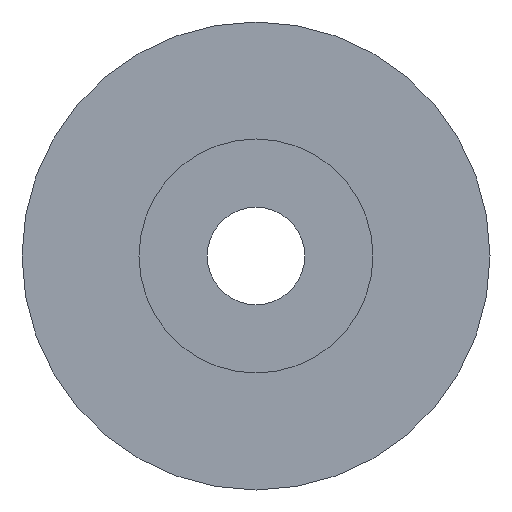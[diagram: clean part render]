
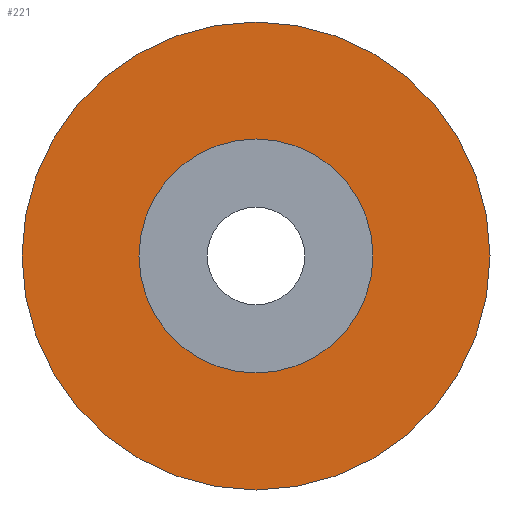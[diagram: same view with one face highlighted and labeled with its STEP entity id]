
A CAD part, front view. The second image highlights one B-rep face of the part: STEP entity #221.
In plain terms, the highlighted planar face has unit normal (0, -1, 0).
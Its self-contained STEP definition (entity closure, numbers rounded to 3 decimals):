
#16 = EDGE_CURVE ( 'NONE', #152, #33, #178, .T. ) ;
#17 = CIRCLE ( 'NONE', #121, 6. ) ;
#29 = ORIENTED_EDGE ( 'NONE', *, *, #209, .F. ) ;
#33 = VERTEX_POINT ( 'NONE', #107 ) ;
#43 = VERTEX_POINT ( 'NONE', #219 ) ;
#50 = ORIENTED_EDGE ( 'NONE', *, *, #16, .F. ) ;
#53 = DIRECTION ( 'NONE',  ( 0., 1., 0. ) ) ;
#55 = DIRECTION ( 'NONE',  ( 0., 1., 0. ) ) ;
#58 = EDGE_CURVE ( 'NONE', #157, #43, #17, .T. ) ;
#74 = ORIENTED_EDGE ( 'NONE', *, *, #58, .T. ) ;
#90 = DIRECTION ( 'NONE',  ( 0., 1., 0. ) ) ;
#93 = FACE_OUTER_BOUND ( 'NONE', #210, .T. ) ;
#94 = DIRECTION ( 'NONE',  ( 0., 0., 1. ) ) ;
#104 = DIRECTION ( 'NONE',  ( 0., 0., 1. ) ) ;
#107 = CARTESIAN_POINT ( 'NONE',  ( 0., -5., 12. ) ) ;
#110 = DIRECTION ( 'NONE',  ( 0., 0., 1. ) ) ;
#121 = AXIS2_PLACEMENT_3D ( 'NONE', #242, #90, #94 ) ;
#123 = CARTESIAN_POINT ( 'NONE',  ( 0., -5., 0. ) ) ;
#126 = CARTESIAN_POINT ( 'NONE',  ( 0., -5., -12. ) ) ;
#131 = DIRECTION ( 'NONE',  ( 0., 0., 1. ) ) ;
#132 = CIRCLE ( 'NONE', #255, 6. ) ;
#145 = EDGE_LOOP ( 'NONE', ( #74, #329 ) ) ;
#146 = CARTESIAN_POINT ( 'NONE',  ( 0., -5., 6. ) ) ;
#152 = VERTEX_POINT ( 'NONE', #126 ) ;
#157 = VERTEX_POINT ( 'NONE', #146 ) ;
#172 = DIRECTION ( 'NONE',  ( 0., 1., 0. ) ) ;
#178 = CIRCLE ( 'NONE', #308, 12. ) ;
#198 = DIRECTION ( 'NONE',  ( 0., 0., 1. ) ) ;
#200 = AXIS2_PLACEMENT_3D ( 'NONE', #123, #172, #198 ) ;
#209 = EDGE_CURVE ( 'NONE', #33, #152, #314, .T. ) ;
#210 = EDGE_LOOP ( 'NONE', ( #29, #50 ) ) ;
#219 = CARTESIAN_POINT ( 'NONE',  ( 0., -5., -6. ) ) ;
#221 = ADVANCED_FACE ( 'NONE', ( #93, #327 ), #301, .F. ) ;
#237 = CARTESIAN_POINT ( 'NONE',  ( 0., -5., 0. ) ) ;
#242 = CARTESIAN_POINT ( 'NONE',  ( 0., -5., 0. ) ) ;
#255 = AXIS2_PLACEMENT_3D ( 'NONE', #273, #55, #131 ) ;
#266 = DIRECTION ( 'NONE',  ( 0., 1., 0. ) ) ;
#273 = CARTESIAN_POINT ( 'NONE',  ( 0., -5., 0. ) ) ;
#285 = EDGE_CURVE ( 'NONE', #43, #157, #132, .T. ) ;
#301 = PLANE ( 'NONE',  #303 ) ;
#303 = AXIS2_PLACEMENT_3D ( 'NONE', #324, #53, #104 ) ;
#308 = AXIS2_PLACEMENT_3D ( 'NONE', #237, #266, #110 ) ;
#314 = CIRCLE ( 'NONE', #200, 12. ) ;
#324 = CARTESIAN_POINT ( 'NONE',  ( 12., -5., 0. ) ) ;
#327 = FACE_BOUND ( 'NONE', #145, .T. ) ;
#329 = ORIENTED_EDGE ( 'NONE', *, *, #285, .T. ) ;
